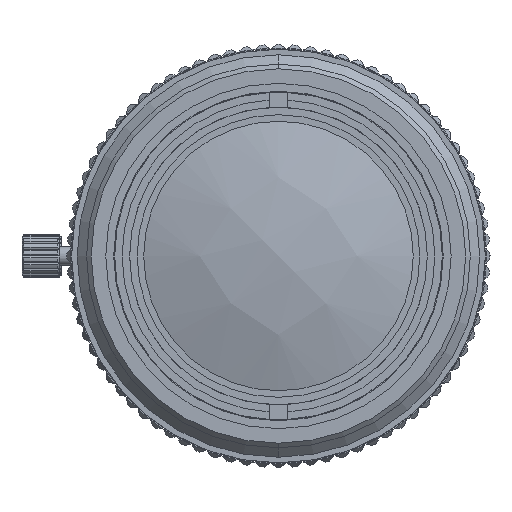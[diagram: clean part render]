
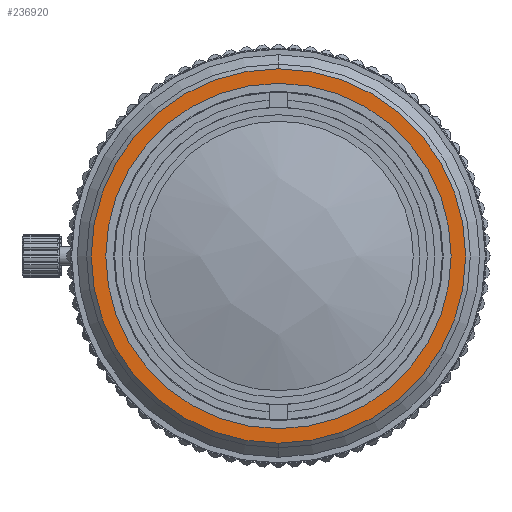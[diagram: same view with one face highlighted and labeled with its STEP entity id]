
A CAD part, left-side view. The second image highlights one B-rep face of the part: STEP entity #236920.
In plain terms, the highlighted planar face has unit normal (-1, 0, 0).
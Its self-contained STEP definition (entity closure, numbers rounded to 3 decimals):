
#2090 = DIRECTION ( 'NONE',  ( 1., 0., 0. ) ) ;
#6520 = VERTEX_POINT ( 'NONE', #118738 ) ;
#34982 = ORIENTED_EDGE ( 'NONE', *, *, #93061, .F. ) ;
#38545 = CARTESIAN_POINT ( 'NONE',  ( -14.486, 0., 18.45 ) ) ;
#42330 = DIRECTION ( 'NONE',  ( 0., 0., -1. ) ) ;
#48622 = EDGE_CURVE ( 'NONE', #6520, #101269, #209010, .T. ) ;
#51181 = DIRECTION ( 'NONE',  ( -1., 0., 0. ) ) ;
#56471 = VERTEX_POINT ( 'NONE', #184206 ) ;
#60452 = CARTESIAN_POINT ( 'NONE',  ( -14.486, 0., 0. ) ) ;
#83774 = CIRCLE ( 'NONE', #176493, 18.45 ) ;
#88698 = EDGE_LOOP ( 'NONE', ( #98157, #152168 ) ) ;
#90940 = DIRECTION ( 'NONE',  ( 0., 0., -1. ) ) ;
#93061 = EDGE_CURVE ( 'NONE', #101269, #6520, #83774, .T. ) ;
#98157 = ORIENTED_EDGE ( 'NONE', *, *, #240883, .F. ) ;
#101269 = VERTEX_POINT ( 'NONE', #38545 ) ;
#102074 = AXIS2_PLACEMENT_3D ( 'NONE', #214853, #2090, #42330 ) ;
#106194 = CIRCLE ( 'NONE', #102074, 20. ) ;
#110367 = DIRECTION ( 'NONE',  ( 0., 0., 1. ) ) ;
#118738 = CARTESIAN_POINT ( 'NONE',  ( -14.486, 0., -18.45 ) ) ;
#141825 = AXIS2_PLACEMENT_3D ( 'NONE', #247517, #185890, #228613 ) ;
#151210 = DIRECTION ( 'NONE',  ( -1., 0., 0. ) ) ;
#152168 = ORIENTED_EDGE ( 'NONE', *, *, #154853, .F. ) ;
#154853 = EDGE_CURVE ( 'NONE', #56471, #160881, #234183, .T. ) ;
#160881 = VERTEX_POINT ( 'NONE', #214914 ) ;
#166220 = EDGE_LOOP ( 'NONE', ( #34982, #178301 ) ) ;
#176493 = AXIS2_PLACEMENT_3D ( 'NONE', #246295, #51181, #110367 ) ;
#178301 = ORIENTED_EDGE ( 'NONE', *, *, #48622, .F. ) ;
#182877 = PLANE ( 'NONE',  #234012 ) ;
#184206 = CARTESIAN_POINT ( 'NONE',  ( -14.486, 0., 20. ) ) ;
#185352 = FACE_BOUND ( 'NONE', #166220, .T. ) ;
#185890 = DIRECTION ( 'NONE',  ( 1., 0., 0. ) ) ;
#192866 = AXIS2_PLACEMENT_3D ( 'NONE', #60452, #151210, #214074 ) ;
#205504 = DIRECTION ( 'NONE',  ( 1., 0., 0. ) ) ;
#209010 = CIRCLE ( 'NONE', #192866, 18.45 ) ;
#214074 = DIRECTION ( 'NONE',  ( 0., 0., 1. ) ) ;
#214853 = CARTESIAN_POINT ( 'NONE',  ( -14.486, 0., 0. ) ) ;
#214914 = CARTESIAN_POINT ( 'NONE',  ( -14.486, 0., -20. ) ) ;
#225612 = FACE_OUTER_BOUND ( 'NONE', #88698, .T. ) ;
#228613 = DIRECTION ( 'NONE',  ( 0., 0., -1. ) ) ;
#234012 = AXIS2_PLACEMENT_3D ( 'NONE', #241995, #205504, #90940 ) ;
#234183 = CIRCLE ( 'NONE', #141825, 20. ) ;
#236920 = ADVANCED_FACE ( 'NONE', ( #185352, #225612 ), #182877, .F. ) ;
#240883 = EDGE_CURVE ( 'NONE', #160881, #56471, #106194, .T. ) ;
#241995 = CARTESIAN_POINT ( 'NONE',  ( -14.486, 0., 0. ) ) ;
#246295 = CARTESIAN_POINT ( 'NONE',  ( -14.486, 0., 0. ) ) ;
#247517 = CARTESIAN_POINT ( 'NONE',  ( -14.486, 0., 0. ) ) ;
